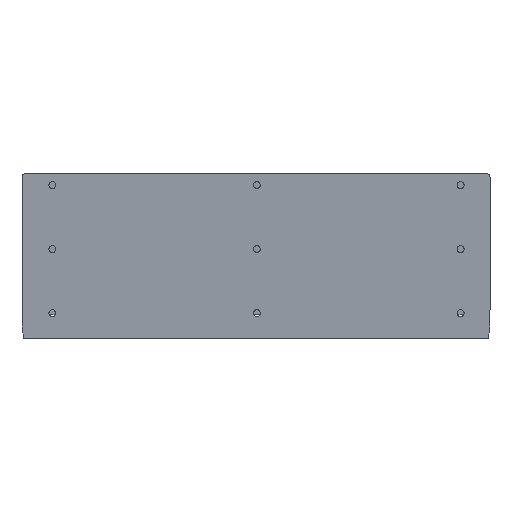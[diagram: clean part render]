
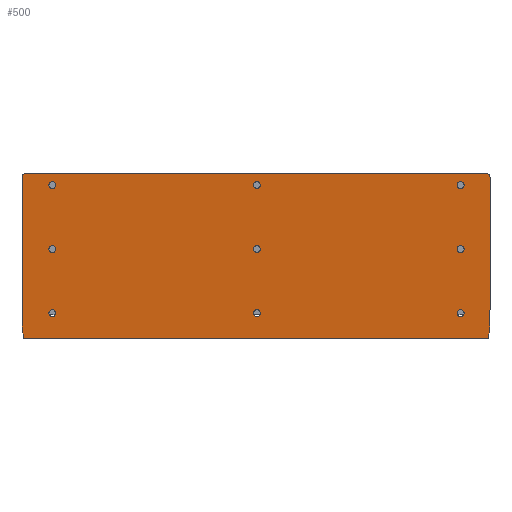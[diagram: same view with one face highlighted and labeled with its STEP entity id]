
A CAD part, top view. The second image highlights one B-rep face of the part: STEP entity #500.
In plain terms, the highlighted planar face has unit normal (0, -0.103, 0.995).
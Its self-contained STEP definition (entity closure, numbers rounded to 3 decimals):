
#15=FACE_BOUND('',#87,.T.);
#16=FACE_BOUND('',#88,.T.);
#17=FACE_BOUND('',#89,.T.);
#18=FACE_BOUND('',#90,.T.);
#19=FACE_BOUND('',#91,.T.);
#20=FACE_BOUND('',#92,.T.);
#21=FACE_BOUND('',#93,.T.);
#22=FACE_BOUND('',#94,.T.);
#23=FACE_BOUND('',#95,.T.);
#30=PLANE('',#541);
#51=FACE_OUTER_BOUND('',#86,.T.);
#86=EDGE_LOOP('',(#353,#354,#355,#356,#357,#358,#359,#360));
#87=EDGE_LOOP('',(#361));
#88=EDGE_LOOP('',(#362));
#89=EDGE_LOOP('',(#363));
#90=EDGE_LOOP('',(#364));
#91=EDGE_LOOP('',(#365));
#92=EDGE_LOOP('',(#366));
#93=EDGE_LOOP('',(#367));
#94=EDGE_LOOP('',(#368));
#95=EDGE_LOOP('',(#369));
#135=CIRCLE('',#545,3.);
#136=CIRCLE('',#546,3.);
#137=CIRCLE('',#547,3.);
#138=CIRCLE('',#548,3.);
#139=CIRCLE('',#549,3.);
#140=CIRCLE('',#550,3.);
#141=CIRCLE('',#551,3.);
#142=CIRCLE('',#552,3.);
#143=CIRCLE('',#553,3.);
#167=LINE('',#806,#196);
#169=LINE('',#810,#198);
#170=LINE('',#814,#199);
#171=LINE('',#818,#200);
#196=VECTOR('',#627,10.);
#198=VECTOR('',#631,10.);
#199=VECTOR('',#634,10.);
#200=VECTOR('',#637,10.);
#223=ELLIPSE('',#535,3.016,3.);
#224=ELLIPSE('',#542,3.016,3.);
#225=ELLIPSE('',#543,29.155,3.);
#226=ELLIPSE('',#544,29.155,3.);
#230=VERTEX_POINT('',#792);
#231=VERTEX_POINT('',#793);
#235=VERTEX_POINT('',#805);
#236=VERTEX_POINT('',#809);
#237=VERTEX_POINT('',#811);
#238=VERTEX_POINT('',#813);
#239=VERTEX_POINT('',#815);
#240=VERTEX_POINT('',#817);
#241=VERTEX_POINT('',#820);
#242=VERTEX_POINT('',#822);
#243=VERTEX_POINT('',#824);
#244=VERTEX_POINT('',#826);
#245=VERTEX_POINT('',#828);
#246=VERTEX_POINT('',#830);
#247=VERTEX_POINT('',#832);
#248=VERTEX_POINT('',#834);
#249=VERTEX_POINT('',#836);
#274=EDGE_CURVE('',#230,#231,#223,.T.);
#280=EDGE_CURVE('',#235,#231,#167,.T.);
#282=EDGE_CURVE('',#230,#236,#169,.T.);
#283=EDGE_CURVE('',#237,#236,#224,.T.);
#284=EDGE_CURVE('',#238,#237,#170,.T.);
#285=EDGE_CURVE('',#239,#238,#225,.T.);
#286=EDGE_CURVE('',#240,#239,#171,.T.);
#287=EDGE_CURVE('',#235,#240,#226,.T.);
#288=EDGE_CURVE('',#241,#241,#135,.T.);
#289=EDGE_CURVE('',#242,#242,#136,.T.);
#290=EDGE_CURVE('',#243,#243,#137,.T.);
#291=EDGE_CURVE('',#244,#244,#138,.T.);
#292=EDGE_CURVE('',#245,#245,#139,.T.);
#293=EDGE_CURVE('',#246,#246,#140,.T.);
#294=EDGE_CURVE('',#247,#247,#141,.T.);
#295=EDGE_CURVE('',#248,#248,#142,.T.);
#296=EDGE_CURVE('',#249,#249,#143,.T.);
#353=ORIENTED_EDGE('',*,*,#274,.F.);
#354=ORIENTED_EDGE('',*,*,#282,.T.);
#355=ORIENTED_EDGE('',*,*,#283,.F.);
#356=ORIENTED_EDGE('',*,*,#284,.F.);
#357=ORIENTED_EDGE('',*,*,#285,.F.);
#358=ORIENTED_EDGE('',*,*,#286,.F.);
#359=ORIENTED_EDGE('',*,*,#287,.F.);
#360=ORIENTED_EDGE('',*,*,#280,.T.);
#361=ORIENTED_EDGE('',*,*,#288,.T.);
#362=ORIENTED_EDGE('',*,*,#289,.T.);
#363=ORIENTED_EDGE('',*,*,#290,.T.);
#364=ORIENTED_EDGE('',*,*,#291,.T.);
#365=ORIENTED_EDGE('',*,*,#292,.T.);
#366=ORIENTED_EDGE('',*,*,#293,.T.);
#367=ORIENTED_EDGE('',*,*,#294,.T.);
#368=ORIENTED_EDGE('',*,*,#295,.T.);
#369=ORIENTED_EDGE('',*,*,#296,.T.);
#500=ADVANCED_FACE('',(#51,#15,#16,#17,#18,#19,#20,#21,#22,#23),#30,.T.);
#535=AXIS2_PLACEMENT_3D('',#794,#613,#614);
#541=AXIS2_PLACEMENT_3D('',#808,#629,#630);
#542=AXIS2_PLACEMENT_3D('',#812,#632,#633);
#543=AXIS2_PLACEMENT_3D('',#816,#635,#636);
#544=AXIS2_PLACEMENT_3D('',#819,#638,#639);
#545=AXIS2_PLACEMENT_3D('',#821,#640,#641);
#546=AXIS2_PLACEMENT_3D('',#823,#642,#643);
#547=AXIS2_PLACEMENT_3D('',#825,#644,#645);
#548=AXIS2_PLACEMENT_3D('',#827,#646,#647);
#549=AXIS2_PLACEMENT_3D('',#829,#648,#649);
#550=AXIS2_PLACEMENT_3D('',#831,#650,#651);
#551=AXIS2_PLACEMENT_3D('',#833,#652,#653);
#552=AXIS2_PLACEMENT_3D('',#835,#654,#655);
#553=AXIS2_PLACEMENT_3D('',#837,#656,#657);
#613=DIRECTION('center_axis',(0.,0.103,-0.995));
#614=DIRECTION('ref_axis',(0.,0.995,0.103));
#627=DIRECTION('',(0.,0.995,0.103));
#629=DIRECTION('center_axis',(0.,-0.103,0.995));
#630=DIRECTION('ref_axis',(0.,0.995,0.103));
#631=DIRECTION('',(-1.,0.,0.));
#632=DIRECTION('center_axis',(0.,0.103,-0.995));
#633=DIRECTION('ref_axis',(0.,0.995,0.103));
#634=DIRECTION('',(0.,0.995,0.103));
#635=DIRECTION('center_axis',(0.,0.103,-0.995));
#636=DIRECTION('ref_axis',(0.,-0.995,-0.103));
#637=DIRECTION('',(-1.,0.,0.));
#638=DIRECTION('center_axis',(0.,0.103,-0.995));
#639=DIRECTION('ref_axis',(0.,-0.995,-0.103));
#640=DIRECTION('center_axis',(0.,0.103,-0.995));
#641=DIRECTION('ref_axis',(1.,0.,0.));
#642=DIRECTION('center_axis',(0.,0.103,-0.995));
#643=DIRECTION('ref_axis',(1.,0.,0.));
#644=DIRECTION('center_axis',(0.,0.103,-0.995));
#645=DIRECTION('ref_axis',(1.,0.,0.));
#646=DIRECTION('center_axis',(0.,0.103,-0.995));
#647=DIRECTION('ref_axis',(1.,0.,0.));
#648=DIRECTION('center_axis',(0.,0.103,-0.995));
#649=DIRECTION('ref_axis',(1.,0.,0.));
#650=DIRECTION('center_axis',(0.,0.103,-0.995));
#651=DIRECTION('ref_axis',(1.,0.,0.));
#652=DIRECTION('center_axis',(0.,0.103,-0.995));
#653=DIRECTION('ref_axis',(1.,0.,0.));
#654=DIRECTION('center_axis',(0.,0.103,-0.995));
#655=DIRECTION('ref_axis',(1.,0.,0.));
#656=DIRECTION('center_axis',(0.,0.103,-0.995));
#657=DIRECTION('ref_axis',(1.,0.,0.));
#792=CARTESIAN_POINT('',(-138.905,130.,6.));
#793=CARTESIAN_POINT('',(-135.905,127.,5.69));
#794=CARTESIAN_POINT('Origin',(-138.905,127.,5.69));
#805=CARTESIAN_POINT('',(-135.905,14.,-6.));
#806=CARTESIAN_POINT('',(-135.905,-15.,-9.));
#808=CARTESIAN_POINT('Origin',(-135.905,-10.742,-8.56));
#809=CARTESIAN_POINT('',(-532.905,130.,6.));
#810=CARTESIAN_POINT('',(-135.905,130.,6.));
#811=CARTESIAN_POINT('',(-535.905,127.,5.69));
#812=CARTESIAN_POINT('Origin',(-532.905,127.,5.69));
#813=CARTESIAN_POINT('',(-535.905,14.,-6.));
#814=CARTESIAN_POINT('',(-535.905,-15.,-9.));
#815=CARTESIAN_POINT('',(-534.47,-10.742,-8.56));
#816=CARTESIAN_POINT('Origin',(-532.905,14.,-6.));
#817=CARTESIAN_POINT('',(-137.34,-10.742,-8.56));
#818=CARTESIAN_POINT('',(-135.905,-10.742,-8.56));
#819=CARTESIAN_POINT('Origin',(-138.905,14.,-6.));
#820=CARTESIAN_POINT('',(-338.095,120.125,4.978));
#821=CARTESIAN_POINT('Origin',(-335.095,120.125,4.978));
#822=CARTESIAN_POINT('',(-338.095,65.417,-0.681));
#823=CARTESIAN_POINT('Origin',(-335.095,65.417,-0.681));
#824=CARTESIAN_POINT('',(-164.,65.417,-0.681));
#825=CARTESIAN_POINT('Origin',(-161.,65.417,-0.681));
#826=CARTESIAN_POINT('',(-164.,120.125,4.978));
#827=CARTESIAN_POINT('Origin',(-161.,120.125,4.978));
#828=CARTESIAN_POINT('',(-513.,65.417,-0.681));
#829=CARTESIAN_POINT('Origin',(-510.,65.417,-0.681));
#830=CARTESIAN_POINT('',(-513.,10.709,-6.34));
#831=CARTESIAN_POINT('Origin',(-510.,10.709,-6.34));
#832=CARTESIAN_POINT('',(-164.,10.709,-6.34));
#833=CARTESIAN_POINT('Origin',(-161.,10.709,-6.34));
#834=CARTESIAN_POINT('',(-338.095,10.709,-6.34));
#835=CARTESIAN_POINT('Origin',(-335.095,10.709,-6.34));
#836=CARTESIAN_POINT('',(-513.,120.125,4.978));
#837=CARTESIAN_POINT('Origin',(-510.,120.125,4.978));
